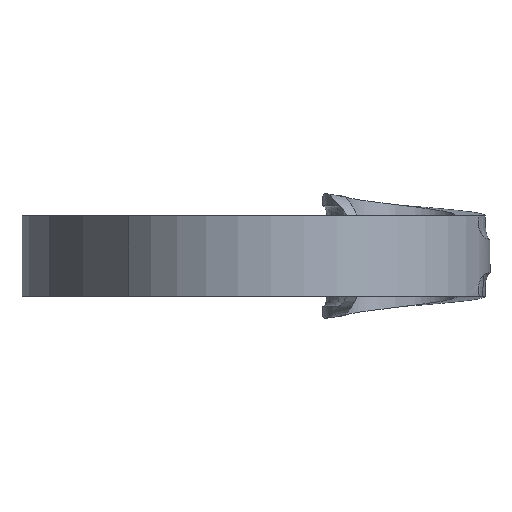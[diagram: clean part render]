
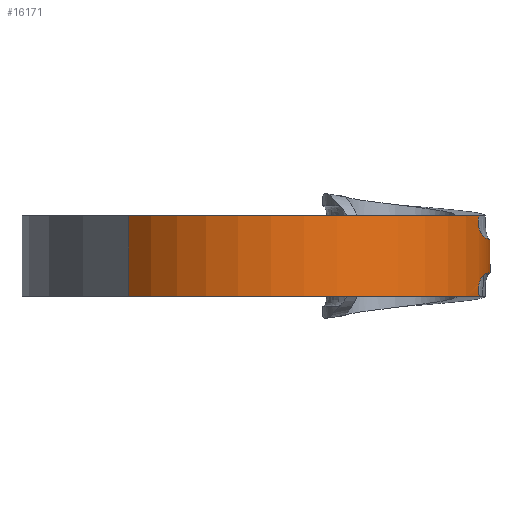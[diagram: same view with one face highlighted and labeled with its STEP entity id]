
A CAD part, left-side view. The second image highlights one B-rep face of the part: STEP entity #16171.
In plain terms, the highlighted cylindrical face has radius 30 mm (diameter 60 mm), a partial arc.
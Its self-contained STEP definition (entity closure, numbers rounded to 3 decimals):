
#26 = CARTESIAN_POINT ( 'NONE',  ( -33.61, -34.787, 2.521 ) ) ;
#102 = VERTEX_POINT ( 'NONE', #13691 ) ;
#316 = CARTESIAN_POINT ( 'NONE',  ( -39.941, -33.305, -4.339 ) ) ;
#382 = CARTESIAN_POINT ( 'NONE',  ( -30., -5., 6. ) ) ;
#569 = ORIENTED_EDGE ( 'NONE', *, *, #9250, .F. ) ;
#952 = CARTESIAN_POINT ( 'NONE',  ( -40.11, -33.245, 4.825 ) ) ;
#1182 = CARTESIAN_POINT ( 'NONE',  ( -36.653, -34.257, 2.741 ) ) ;
#1430 = VERTEX_POINT ( 'NONE', #6202 ) ;
#1497 = CARTESIAN_POINT ( 'NONE',  ( -39.773, -33.364, -5.906 ) ) ;
#1615 = CARTESIAN_POINT ( 'NONE',  ( -40.103, -33.248, -5.218 ) ) ;
#1669 = CARTESIAN_POINT ( 'NONE',  ( -31.035, -35., -2.5 ) ) ;
#1759 = CARTESIAN_POINT ( 'NONE',  ( -30., -35., 2.5 ) ) ;
#1856 = ORIENTED_EDGE ( 'NONE', *, *, #1965, .T. ) ;
#1915 = DIRECTION ( 'NONE',  ( 0., 0., 1. ) ) ;
#1965 = EDGE_CURVE ( 'NONE', #3559, #102, #11753, .T. ) ;
#2305 = CARTESIAN_POINT ( 'NONE',  ( -40.034, -33.272, 5.464 ) ) ;
#2387 = CARTESIAN_POINT ( 'NONE',  ( -48., 19., 6. ) ) ;
#2431 = CARTESIAN_POINT ( 'NONE',  ( -34.122, -34.72, 2.534 ) ) ;
#2488 = CARTESIAN_POINT ( 'NONE',  ( -37.152, -34.139, 2.824 ) ) ;
#2849 = CARTESIAN_POINT ( 'NONE',  ( -37.156, -34.138, -2.824 ) ) ;
#2888 = ORIENTED_EDGE ( 'NONE', *, *, #11082, .T. ) ;
#2934 = DIRECTION ( 'NONE',  ( 0., 0., 1. ) ) ;
#2947 = CARTESIAN_POINT ( 'NONE',  ( -35.142, -34.561, -2.585 ) ) ;
#3264 = ORIENTED_EDGE ( 'NONE', *, *, #4605, .F. ) ;
#3543 = LINE ( 'NONE', #8271, #8743 ) ;
#3559 = VERTEX_POINT ( 'NONE', #9748 ) ;
#3571 = CARTESIAN_POINT ( 'NONE',  ( -39.938, -33.306, 4.334 ) ) ;
#3620 = CARTESIAN_POINT ( 'NONE',  ( -39.851, -33.337, 5.805 ) ) ;
#3998 = CARTESIAN_POINT ( 'NONE',  ( -38.584, -33.747, -3.258 ) ) ;
#4070 = ORIENTED_EDGE ( 'NONE', *, *, #8704, .F. ) ;
#4089 = DIRECTION ( 'NONE',  ( -0.6, 0.8, 0. ) ) ;
#4151 = CARTESIAN_POINT ( 'NONE',  ( -36.656, -34.257, -2.742 ) ) ;
#4275 = CYLINDRICAL_SURFACE ( 'NONE', #7588, 30. ) ;
#4366 = DIRECTION ( 'NONE',  ( 0., 0., 1. ) ) ;
#4509 = AXIS2_PLACEMENT_3D ( 'NONE', #382, #4366, #11973 ) ;
#4605 = EDGE_CURVE ( 'NONE', #3559, #13965, #14186, .T. ) ;
#4652 = CARTESIAN_POINT ( 'NONE',  ( -40.103, -33.248, 5.215 ) ) ;
#4661 = DIRECTION ( 'NONE',  ( 0., 0., 1. ) ) ;
#4709 = CARTESIAN_POINT ( 'NONE',  ( -39.446, -33.475, 3.756 ) ) ;
#4829 = CARTESIAN_POINT ( 'NONE',  ( -39.982, -33.291, 5.583 ) ) ;
#4845 = CARTESIAN_POINT ( 'NONE',  ( -39.687, -33.393, 6. ) ) ;
#5207 = CARTESIAN_POINT ( 'NONE',  ( -35.651, -34.467, -2.622 ) ) ;
#5261 = CARTESIAN_POINT ( 'NONE',  ( -40.085, -33.254, -4.698 ) ) ;
#5272 = B_SPLINE_CURVE_WITH_KNOTS ( 'NONE', 3,
 ( #11745, #1669, #5308, #14304, #15521, #2947, #5207, #4151, #2849, #15467, #13036, #3998, #15625, #7808, #14155, #5367, #12930, #316, #5415, #5261, #10562, #6526, #1615, #7858, #6641, #11851, #1497, #6479 ),
 .UNSPECIFIED., .F., .F.,
 ( 4, 2, 2, 2, 2, 2, 2, 2, 2, 2, 2, 2, 2, 4 ),
 ( 0., 0.003, 0.005, 0.006, 0.008, 0.009, 0.009, 0.01, 0.01, 0.011, 0.011, 0.012, 0.012, 0.012 ),
 .UNSPECIFIED. ) ;
#5308 = CARTESIAN_POINT ( 'NONE',  ( -32.07, -34.946, -2.497 ) ) ;
#5367 = CARTESIAN_POINT ( 'NONE',  ( -39.718, -33.382, -4.029 ) ) ;
#5415 = CARTESIAN_POINT ( 'NONE',  ( -40., -33.284, -4.454 ) ) ;
#5500 = VERTEX_POINT ( 'NONE', #1759 ) ;
#5868 = AXIS2_PLACEMENT_3D ( 'NONE', #10454, #2934, #4089 ) ;
#6202 = CARTESIAN_POINT ( 'NONE',  ( -30., -35., -2.5 ) ) ;
#6479 = CARTESIAN_POINT ( 'NONE',  ( -39.687, -33.393, -6. ) ) ;
#6526 = CARTESIAN_POINT ( 'NONE',  ( -40.119, -33.242, -5.086 ) ) ;
#6641 = CARTESIAN_POINT ( 'NONE',  ( -39.98, -33.291, -5.587 ) ) ;
#6928 = CIRCLE ( 'NONE', #4509, 30. ) ;
#7060 = DIRECTION ( 'NONE',  ( 1., 0., 0. ) ) ;
#7395 = CARTESIAN_POINT ( 'NONE',  ( -39.715, -33.383, 4.026 ) ) ;
#7588 = AXIS2_PLACEMENT_3D ( 'NONE', #8316, #1915, #7060 ) ;
#7638 = CARTESIAN_POINT ( 'NONE',  ( -37.877, -33.948, 3.009 ) ) ;
#7700 = CARTESIAN_POINT ( 'NONE',  ( -32.068, -34.946, 2.497 ) ) ;
#7808 = CARTESIAN_POINT ( 'NONE',  ( -39.246, -33.54, -3.613 ) ) ;
#7858 = CARTESIAN_POINT ( 'NONE',  ( -40.033, -33.272, -5.467 ) ) ;
#8271 = CARTESIAN_POINT ( 'NONE',  ( -30., -35., 6. ) ) ;
#8316 = CARTESIAN_POINT ( 'NONE',  ( -30., -5., 0. ) ) ;
#8593 = CARTESIAN_POINT ( 'NONE',  ( -39.687, -33.393, 6. ) ) ;
#8704 = EDGE_CURVE ( 'NONE', #14982, #5500, #9272, .T. ) ;
#8743 = VECTOR ( 'NONE', #4661, 1000. ) ;
#8939 = CARTESIAN_POINT ( 'NONE',  ( -38.115, -33.883, 3.082 ) ) ;
#8969 = EDGE_LOOP ( 'NONE', ( #4070, #15403, #3264, #1856, #569, #2888 ) ) ;
#8987 = EDGE_CURVE ( 'NONE', #13965, #14982, #6928, .T. ) ;
#9250 = EDGE_CURVE ( 'NONE', #1430, #102, #5272, .T. ) ;
#9272 = B_SPLINE_CURVE_WITH_KNOTS ( 'NONE', 3,
 ( #8593, #11018, #3620, #4829, #2305, #4652, #11137, #952, #11073, #12376, #3571, #11191, #7395, #4709, #16294, #12554, #13822, #8939, #7638, #2488, #1182, #12844, #12736, #2431, #26, #7700, #10046, #12674 ),
 .UNSPECIFIED., .F., .F.,
 ( 4, 2, 2, 2, 2, 2, 2, 2, 2, 2, 2, 2, 2, 4 ),
 ( 0., 0., 0.001, 0.001, 0.002, 0.002, 0.002, 0.003, 0.004, 0.005, 0.006, 0.008, 0.009, 0.012 ),
 .UNSPECIFIED. ) ;
#9748 = CARTESIAN_POINT ( 'NONE',  ( -48., 19., -6. ) ) ;
#10046 = CARTESIAN_POINT ( 'NONE',  ( -31.034, -35., 2.5 ) ) ;
#10454 = CARTESIAN_POINT ( 'NONE',  ( -30., -5., -6. ) ) ;
#10562 = CARTESIAN_POINT ( 'NONE',  ( -40.11, -33.245, -4.828 ) ) ;
#10775 = VECTOR ( 'NONE', #13846, 1000. ) ;
#11018 = CARTESIAN_POINT ( 'NONE',  ( -39.773, -33.363, 5.906 ) ) ;
#11073 = CARTESIAN_POINT ( 'NONE',  ( -40.084, -33.254, 4.694 ) ) ;
#11082 = EDGE_CURVE ( 'NONE', #1430, #5500, #3543, .T. ) ;
#11137 = CARTESIAN_POINT ( 'NONE',  ( -40.119, -33.242, 5.083 ) ) ;
#11191 = CARTESIAN_POINT ( 'NONE',  ( -39.797, -33.355, 4.123 ) ) ;
#11745 = CARTESIAN_POINT ( 'NONE',  ( -30., -35., -2.5 ) ) ;
#11753 = CIRCLE ( 'NONE', #5868, 30. ) ;
#11851 = CARTESIAN_POINT ( 'NONE',  ( -39.85, -33.337, -5.806 ) ) ;
#11973 = DIRECTION ( 'NONE',  ( -0.6, 0.8, 0. ) ) ;
#12376 = CARTESIAN_POINT ( 'NONE',  ( -39.999, -33.285, 4.451 ) ) ;
#12554 = CARTESIAN_POINT ( 'NONE',  ( -38.81, -33.678, 3.36 ) ) ;
#12674 = CARTESIAN_POINT ( 'NONE',  ( -30., -35., 2.5 ) ) ;
#12736 = CARTESIAN_POINT ( 'NONE',  ( -35.143, -34.56, 2.585 ) ) ;
#12844 = CARTESIAN_POINT ( 'NONE',  ( -35.649, -34.468, 2.622 ) ) ;
#12930 = CARTESIAN_POINT ( 'NONE',  ( -39.799, -33.355, -4.126 ) ) ;
#13036 = CARTESIAN_POINT ( 'NONE',  ( -38.119, -33.881, -3.083 ) ) ;
#13691 = CARTESIAN_POINT ( 'NONE',  ( -39.687, -33.393, -6. ) ) ;
#13822 = CARTESIAN_POINT ( 'NONE',  ( -38.581, -33.748, 3.257 ) ) ;
#13846 = DIRECTION ( 'NONE',  ( 0., 0., 1. ) ) ;
#13965 = VERTEX_POINT ( 'NONE', #15260 ) ;
#14155 = CARTESIAN_POINT ( 'NONE',  ( -39.453, -33.472, -3.761 ) ) ;
#14186 = LINE ( 'NONE', #2387, #10775 ) ;
#14304 = CARTESIAN_POINT ( 'NONE',  ( -33.611, -34.786, -2.521 ) ) ;
#14836 = FACE_OUTER_BOUND ( 'NONE', #8969, .T. ) ;
#14982 = VERTEX_POINT ( 'NONE', #4845 ) ;
#15260 = CARTESIAN_POINT ( 'NONE',  ( -48., 19., 6. ) ) ;
#15403 = ORIENTED_EDGE ( 'NONE', *, *, #8987, .F. ) ;
#15467 = CARTESIAN_POINT ( 'NONE',  ( -37.881, -33.947, -3.01 ) ) ;
#15521 = CARTESIAN_POINT ( 'NONE',  ( -34.123, -34.72, -2.534 ) ) ;
#15625 = CARTESIAN_POINT ( 'NONE',  ( -38.812, -33.677, -3.361 ) ) ;
#16171 = ADVANCED_FACE ( 'NONE', ( #14836 ), #4275, .T. ) ;
#16294 = CARTESIAN_POINT ( 'NONE',  ( -39.243, -33.542, 3.61 ) ) ;
